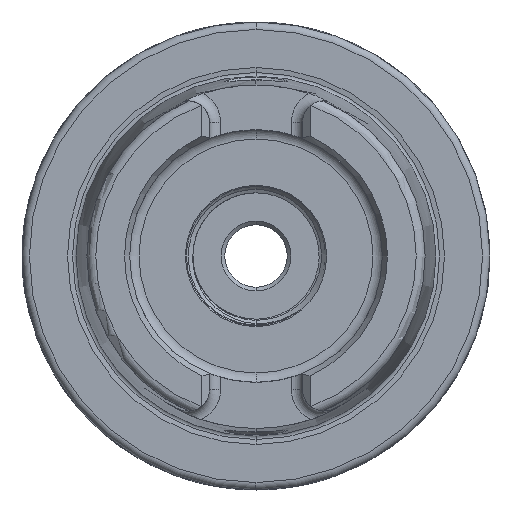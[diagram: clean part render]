
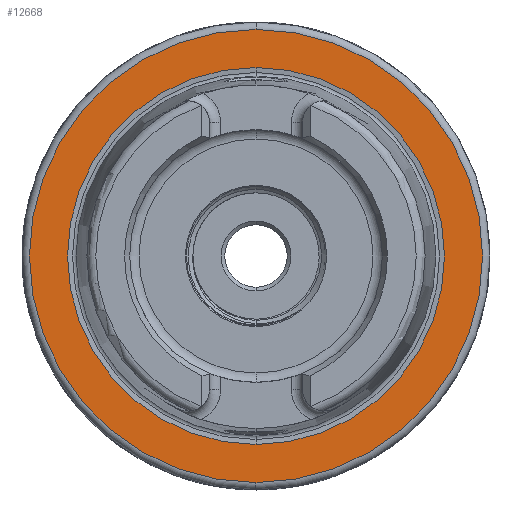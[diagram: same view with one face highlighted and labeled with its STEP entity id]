
A CAD part, left-side view. The second image highlights one B-rep face of the part: STEP entity #12668.
In plain terms, the highlighted planar face has unit normal (-1, 0, 0).
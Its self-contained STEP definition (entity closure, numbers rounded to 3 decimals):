
#2547 = EDGE_CURVE ( 'NONE', #22758, #22759, #7114, .T. ) ;
#2548 = EDGE_CURVE ( 'NONE', #22762, #22763, #7115, .T. ) ;
#7114 = CIRCLE ( 'NONE', #8852, 30.5 ) ;
#7115 = CIRCLE ( 'NONE', #8867, 25.369 ) ;
#7149 = CIRCLE ( 'NONE', #16770, 25.369 ) ;
#7151 = CIRCLE ( 'NONE', #16777, 30.5 ) ;
#8723 = CARTESIAN_POINT ( 'NONE',  ( 0., 0., 0. ) ) ;
#8724 = DIRECTION ( 'NONE',  ( -1., 0., 0. ) ) ;
#8725 = DIRECTION ( 'NONE',  ( 0., 0., 1. ) ) ;
#8726 = CARTESIAN_POINT ( 'NONE',  ( 0., 0., 0. ) ) ;
#8727 = DIRECTION ( 'NONE',  ( 1., 0., 0. ) ) ;
#8728 = DIRECTION ( 'NONE',  ( 0., 0., -1. ) ) ;
#8852 = AXIS2_PLACEMENT_3D ( 'NONE', #8723, #8724, #8725 ) ;
#8867 = AXIS2_PLACEMENT_3D ( 'NONE', #8726, #8727, #8728 ) ;
#12350 = PLANE ( 'NONE',  #27261 ) ;
#12351 = CARTESIAN_POINT ( 'NONE',  ( 0., 25.369, 0. ) ) ;
#12352 = DIRECTION ( 'NONE',  ( -1., 0., 0. ) ) ;
#12353 = DIRECTION ( 'NONE',  ( 0., 0., 1. ) ) ;
#12438 = EDGE_CURVE ( 'NONE', #22759, #22758, #7151, .T. ) ;
#12442 = EDGE_CURVE ( 'NONE', #22763, #22762, #7149, .T. ) ;
#12668 = ADVANCED_FACE ( 'NONE', ( #24855, #24860 ), #12350, .T. ) ;
#16544 = CARTESIAN_POINT ( 'NONE',  ( 0., 0., 0. ) ) ;
#16545 = DIRECTION ( 'NONE',  ( -1., 0., 0. ) ) ;
#16546 = DIRECTION ( 'NONE',  ( 0., 0., 1. ) ) ;
#16556 = CARTESIAN_POINT ( 'NONE',  ( 0., 0., 0. ) ) ;
#16557 = DIRECTION ( 'NONE',  ( 1., 0., 0. ) ) ;
#16558 = DIRECTION ( 'NONE',  ( 0., 0., -1. ) ) ;
#16770 = AXIS2_PLACEMENT_3D ( 'NONE', #16556, #16557, #16558 ) ;
#16777 = AXIS2_PLACEMENT_3D ( 'NONE', #16544, #16545, #16546 ) ;
#17246 = CARTESIAN_POINT ( 'NONE',  ( 0., 0., -30.5 ) ) ;
#17247 = CARTESIAN_POINT ( 'NONE',  ( 0., 0., 30.5 ) ) ;
#17250 = CARTESIAN_POINT ( 'NONE',  ( 0., 0., -25.369 ) ) ;
#17251 = CARTESIAN_POINT ( 'NONE',  ( 0., 0., 25.369 ) ) ;
#19227 = ORIENTED_EDGE ( 'NONE', *, *, #12442, .T. ) ;
#19228 = ORIENTED_EDGE ( 'NONE', *, *, #2548, .T. ) ;
#19229 = ORIENTED_EDGE ( 'NONE', *, *, #2547, .T. ) ;
#19230 = ORIENTED_EDGE ( 'NONE', *, *, #12438, .T. ) ;
#22758 = VERTEX_POINT ( 'NONE', #17246 ) ;
#22759 = VERTEX_POINT ( 'NONE', #17247 ) ;
#22762 = VERTEX_POINT ( 'NONE', #17250 ) ;
#22763 = VERTEX_POINT ( 'NONE', #17251 ) ;
#23713 = EDGE_LOOP ( 'NONE', ( #19227, #19228 ) ) ;
#23714 = EDGE_LOOP ( 'NONE', ( #19230, #19229 ) ) ;
#24855 = FACE_OUTER_BOUND ( 'NONE', #23714, .T. ) ;
#24860 = FACE_BOUND ( 'NONE', #23713, .T. ) ;
#27261 = AXIS2_PLACEMENT_3D ( 'NONE', #12351, #12352, #12353 ) ;
